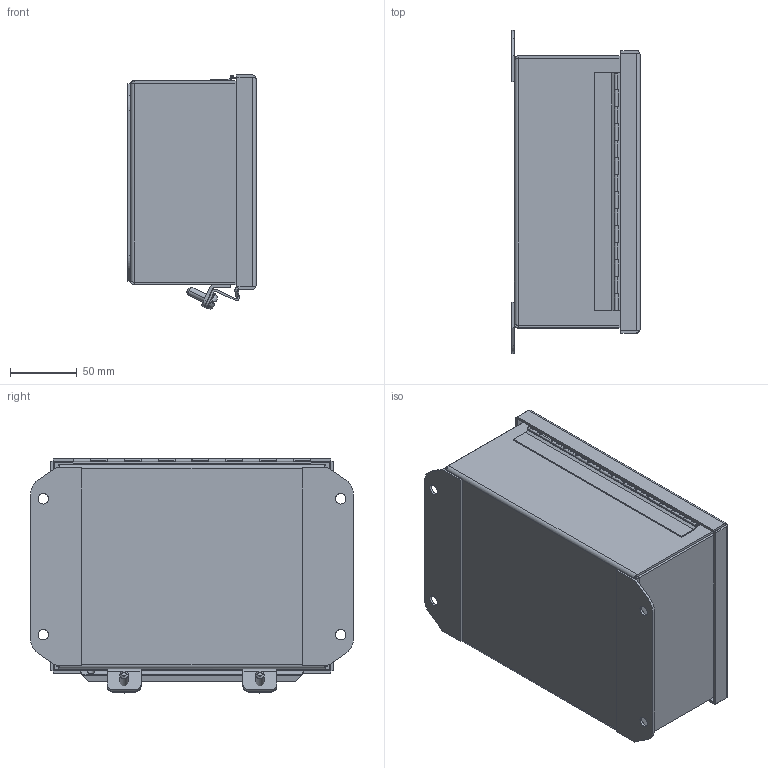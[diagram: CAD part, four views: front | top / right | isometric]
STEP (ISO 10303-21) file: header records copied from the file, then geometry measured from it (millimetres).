
FILE_DESCRIPTION (( 'STEP AP214' ), '1' );
FILE_NAME ('HJ863HLP.STEP', '2019-09-05T14:03:25', ( '' ), ( '' ), 'SwSTEP 2.0', 'SolidWorks 2018', '' );
FILE_SCHEMA (( 'AUTOMOTIVE_DESIGN' ));
Length unit declared in the file: inch
Products named in the file (1): HJ863HLP
Bounding box: 95.73 x 241.3 x 175.14 mm (x, y, z)
Volume: 331388.2 mm3; surface area: 368507.1 mm2
Topology: 20 solids, 21 shells, 713 faces, 1780 edges, 1111 vertices
Faces by surface type: plane 382, cylinder 203, bspline 68, cone 52, torus 8
Entity records: 34260 total; most frequent: CARTESIAN_POINT 8049, ORIENTED_EDGE 3532, DIRECTION 3338, EDGE_CURVE 1766, VECTOR 1138, LINE 1138, VERTEX_POINT 1111, AXIS2_PLACEMENT_3D 1100
